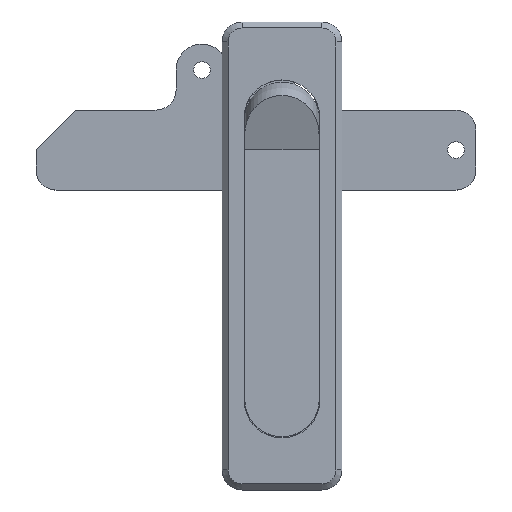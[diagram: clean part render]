
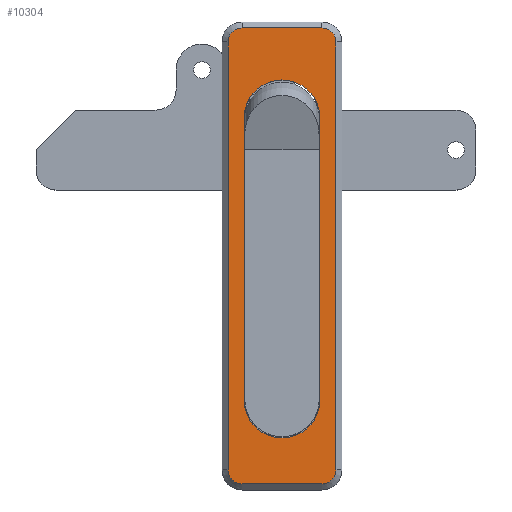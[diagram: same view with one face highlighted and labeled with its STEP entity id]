
A CAD part, top view. The second image highlights one B-rep face of the part: STEP entity #10304.
In plain terms, the highlighted planar face has unit normal (0, 0, 1).
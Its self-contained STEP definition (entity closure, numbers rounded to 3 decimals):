
#26 = CARTESIAN_POINT ( 'NONE',  ( 10., -80., 6. ) ) ;
#33 = VECTOR ( 'NONE', #4857, 1000. ) ;
#34 = VERTEX_POINT ( 'NONE', #8207 ) ;
#47 = EDGE_CURVE ( 'NONE', #4933, #8387, #5337, .T. ) ;
#116 = DIRECTION ( 'NONE',  ( 0., 0., 1. ) ) ;
#198 = EDGE_CURVE ( 'NONE', #2047, #4933, #4013, .T. ) ;
#560 = ORIENTED_EDGE ( 'NONE', *, *, #8522, .T. ) ;
#584 = AXIS2_PLACEMENT_3D ( 'NONE', #3661, #9576, #4507 ) ;
#613 = DIRECTION ( 'NONE',  ( 0., 1., 0. ) ) ;
#632 = CARTESIAN_POINT ( 'NONE',  ( 10., -83.5, 6. ) ) ;
#674 = DIRECTION ( 'NONE',  ( 1., 0., 0. ) ) ;
#738 = ORIENTED_EDGE ( 'NONE', *, *, #2708, .F. ) ;
#867 = ORIENTED_EDGE ( 'NONE', *, *, #6972, .T. ) ;
#886 = DIRECTION ( 'NONE',  ( 1., 0., 0. ) ) ;
#926 = LINE ( 'NONE', #8082, #2648 ) ;
#1621 = ORIENTED_EDGE ( 'NONE', *, *, #10036, .T. ) ;
#1665 = CARTESIAN_POINT ( 'NONE',  ( 13.5, 27., 6. ) ) ;
#1779 = ORIENTED_EDGE ( 'NONE', *, *, #10719, .T. ) ;
#1825 = CARTESIAN_POINT ( 'NONE',  ( 13.5, -80., 6. ) ) ;
#1842 = AXIS2_PLACEMENT_3D ( 'NONE', #3541, #9454, #4383 ) ;
#1878 = LINE ( 'NONE', #10940, #8102 ) ;
#2042 = AXIS2_PLACEMENT_3D ( 'NONE', #5200, #116, #6050 ) ;
#2047 = VERTEX_POINT ( 'NONE', #2264 ) ;
#2246 = CARTESIAN_POINT ( 'NONE',  ( -10., -83.5, 6. ) ) ;
#2264 = CARTESIAN_POINT ( 'NONE',  ( -9.5, -62.5, 6. ) ) ;
#2608 = DIRECTION ( 'NONE',  ( 0., 0., 1. ) ) ;
#2648 = VECTOR ( 'NONE', #8933, 1000. ) ;
#2708 = EDGE_CURVE ( 'NONE', #8387, #7648, #5083, .T. ) ;
#3061 = CIRCLE ( 'NONE', #4757, 3.5 ) ;
#3185 = FACE_OUTER_BOUND ( 'NONE', #10687, .T. ) ;
#3333 = CIRCLE ( 'NONE', #9079, 3.5 ) ;
#3363 = DIRECTION ( 'NONE',  ( 0., 1., 0. ) ) ;
#3471 = CARTESIAN_POINT ( 'NONE',  ( -13.5, 27., 6. ) ) ;
#3541 = CARTESIAN_POINT ( 'NONE',  ( 0., 8., 6. ) ) ;
#3643 = ORIENTED_EDGE ( 'NONE', *, *, #8822, .T. ) ;
#3661 = CARTESIAN_POINT ( 'NONE',  ( -10., 27., 6. ) ) ;
#3845 = AXIS2_PLACEMENT_3D ( 'NONE', #7251, #8960, #3900 ) ;
#3849 = LINE ( 'NONE', #5191, #8600 ) ;
#3858 = PLANE ( 'NONE',  #3845 ) ;
#3900 = DIRECTION ( 'NONE',  ( 1., 0., 0. ) ) ;
#4013 = CIRCLE ( 'NONE', #2042, 9.5 ) ;
#4059 = VERTEX_POINT ( 'NONE', #2246 ) ;
#4200 = CARTESIAN_POINT ( 'NONE',  ( -10., 30.5, 6. ) ) ;
#4337 = CARTESIAN_POINT ( 'NONE',  ( -10., 30.5, 6. ) ) ;
#4383 = DIRECTION ( 'NONE',  ( -1., 0., 0. ) ) ;
#4465 = VERTEX_POINT ( 'NONE', #4763 ) ;
#4507 = DIRECTION ( 'NONE',  ( 1., 0., 0. ) ) ;
#4687 = ORIENTED_EDGE ( 'NONE', *, *, #47, .F. ) ;
#4719 = VERTEX_POINT ( 'NONE', #4200 ) ;
#4757 = AXIS2_PLACEMENT_3D ( 'NONE', #7666, #2608, #8508 ) ;
#4763 = CARTESIAN_POINT ( 'NONE',  ( 10., -83.5, 6. ) ) ;
#4836 = CARTESIAN_POINT ( 'NONE',  ( 9.5, 8., 6. ) ) ;
#4841 = EDGE_CURVE ( 'NONE', #7648, #2047, #3849, .T. ) ;
#4857 = DIRECTION ( 'NONE',  ( 1., 0., 0. ) ) ;
#4933 = VERTEX_POINT ( 'NONE', #10903 ) ;
#5069 = VECTOR ( 'NONE', #613, 1000. ) ;
#5083 = CIRCLE ( 'NONE', #1842, 9.5 ) ;
#5112 = EDGE_LOOP ( 'NONE', ( #4687, #8441, #9531, #738 ) ) ;
#5160 = FACE_BOUND ( 'NONE', #5112, .T. ) ;
#5191 = CARTESIAN_POINT ( 'NONE',  ( -9.5, 8., 6. ) ) ;
#5200 = CARTESIAN_POINT ( 'NONE',  ( 0., -62.5, 6. ) ) ;
#5337 = LINE ( 'NONE', #4836, #5069 ) ;
#5602 = CARTESIAN_POINT ( 'NONE',  ( -9.5, 8., 6. ) ) ;
#5700 = CARTESIAN_POINT ( 'NONE',  ( 10., 30.5, 6. ) ) ;
#5761 = DIRECTION ( 'NONE',  ( 0., 0., 1. ) ) ;
#5956 = DIRECTION ( 'NONE',  ( 0., 0., 1. ) ) ;
#6050 = DIRECTION ( 'NONE',  ( 1., 0., 0. ) ) ;
#6064 = VERTEX_POINT ( 'NONE', #1665 ) ;
#6094 = CIRCLE ( 'NONE', #9928, 3.5 ) ;
#6527 = CARTESIAN_POINT ( 'NONE',  ( 9.5, 8., 6. ) ) ;
#6775 = LINE ( 'NONE', #632, #33 ) ;
#6972 = EDGE_CURVE ( 'NONE', #4059, #4465, #6775, .T. ) ;
#7002 = VECTOR ( 'NONE', #9400, 1000. ) ;
#7207 = VERTEX_POINT ( 'NONE', #3471 ) ;
#7251 = CARTESIAN_POINT ( 'NONE',  ( 0., 0., 6. ) ) ;
#7276 = LINE ( 'NONE', #4337, #7002 ) ;
#7648 = VERTEX_POINT ( 'NONE', #5602 ) ;
#7666 = CARTESIAN_POINT ( 'NONE',  ( -10., -80., 6. ) ) ;
#7895 = EDGE_CURVE ( 'NONE', #10091, #6064, #1878, .T. ) ;
#8082 = CARTESIAN_POINT ( 'NONE',  ( -13.5, -80., 6. ) ) ;
#8102 = VECTOR ( 'NONE', #3363, 1000. ) ;
#8205 = CIRCLE ( 'NONE', #584, 3.5 ) ;
#8207 = CARTESIAN_POINT ( 'NONE',  ( -13.5, -80., 6. ) ) ;
#8387 = VERTEX_POINT ( 'NONE', #6527 ) ;
#8441 = ORIENTED_EDGE ( 'NONE', *, *, #198, .F. ) ;
#8508 = DIRECTION ( 'NONE',  ( 1., 0., 0. ) ) ;
#8522 = EDGE_CURVE ( 'NONE', #34, #4059, #3061, .T. ) ;
#8579 = DIRECTION ( 'NONE',  ( 0., -1., 0. ) ) ;
#8600 = VECTOR ( 'NONE', #8579, 1000. ) ;
#8822 = EDGE_CURVE ( 'NONE', #4465, #10091, #3333, .T. ) ;
#8933 = DIRECTION ( 'NONE',  ( 0., -1., 0. ) ) ;
#8960 = DIRECTION ( 'NONE',  ( 0., 0., 1. ) ) ;
#9079 = AXIS2_PLACEMENT_3D ( 'NONE', #26, #5956, #886 ) ;
#9270 = VERTEX_POINT ( 'NONE', #5700 ) ;
#9400 = DIRECTION ( 'NONE',  ( -1., 0., 0. ) ) ;
#9454 = DIRECTION ( 'NONE',  ( 0., 0., 1. ) ) ;
#9531 = ORIENTED_EDGE ( 'NONE', *, *, #4841, .F. ) ;
#9576 = DIRECTION ( 'NONE',  ( 0., 0., 1. ) ) ;
#9760 = EDGE_CURVE ( 'NONE', #7207, #34, #926, .T. ) ;
#9892 = EDGE_CURVE ( 'NONE', #6064, #9270, #6094, .T. ) ;
#9928 = AXIS2_PLACEMENT_3D ( 'NONE', #10783, #5761, #674 ) ;
#10036 = EDGE_CURVE ( 'NONE', #9270, #4719, #7276, .T. ) ;
#10091 = VERTEX_POINT ( 'NONE', #1825 ) ;
#10104 = ORIENTED_EDGE ( 'NONE', *, *, #7895, .T. ) ;
#10304 = ADVANCED_FACE ( 'NONE', ( #3185, #5160 ), #3858, .T. ) ;
#10408 = ORIENTED_EDGE ( 'NONE', *, *, #9892, .T. ) ;
#10687 = EDGE_LOOP ( 'NONE', ( #560, #867, #3643, #10104, #10408, #1621, #1779, #10935 ) ) ;
#10719 = EDGE_CURVE ( 'NONE', #4719, #7207, #8205, .T. ) ;
#10783 = CARTESIAN_POINT ( 'NONE',  ( 10., 27., 6. ) ) ;
#10903 = CARTESIAN_POINT ( 'NONE',  ( 9.5, -62.5, 6. ) ) ;
#10935 = ORIENTED_EDGE ( 'NONE', *, *, #9760, .T. ) ;
#10940 = CARTESIAN_POINT ( 'NONE',  ( 13.5, 27., 6. ) ) ;
